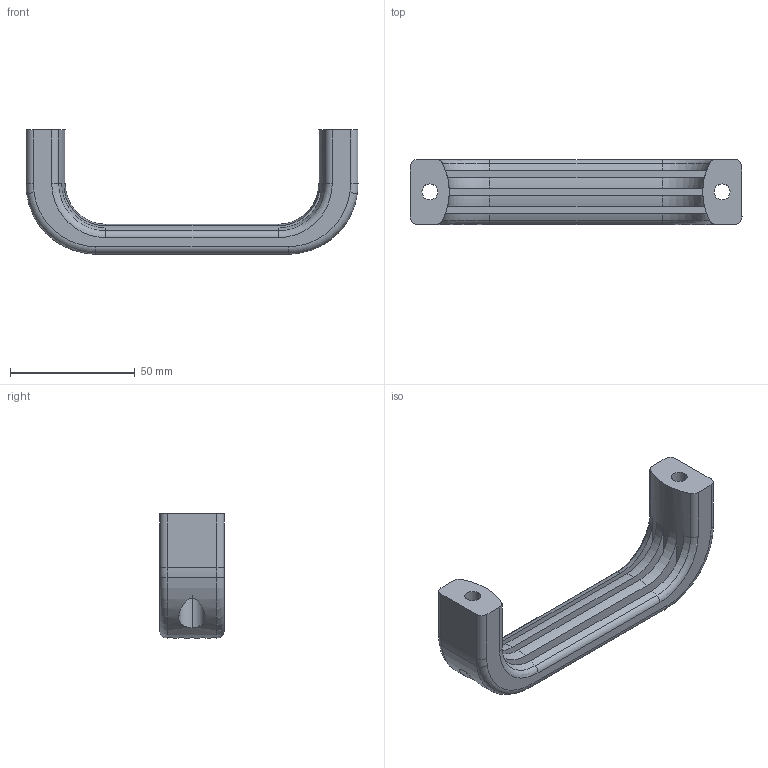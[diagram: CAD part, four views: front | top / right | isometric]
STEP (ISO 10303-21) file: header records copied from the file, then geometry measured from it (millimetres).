
FILE_DESCRIPTION(('STEP AP214'),'1');
FILE_NAME('cctmp_2CA30725-6BC5-46D2-AC35-8F811E8EAC5B_2024_02_07_17_03_15_0175_17600..stp','2024-02-07T16:03:15',('Bosch Rexroth AG'),('CADClick - www.CADClick.com'),'Spatial InterOp 3D',' ','unknown authorization - (Healing Option Enabled)');
FILE_SCHEMA(('AUTOMOTIVE_DESIGN'));
Length unit declared in the file: millimetre
Products named in the file (1): 2024_02_07_17_03_15_0159
Bounding box: 133 x 26 x 49.76 mm (x, y, z)
Volume: 48451.9 mm3; surface area: 20254.9 mm2
Topology: 1 solids, 1 shells, 78 faces, 202 edges, 128 vertices
Faces by surface type: cylinder 35, plane 23, torus 20
Entity records: 3735 total; most frequent: CARTESIAN_POINT 1146, DIRECTION 422, ORIENTED_EDGE 404, EDGE_CURVE 202, AXIS2_PLACEMENT_3D 167, VERTEX_POINT 128, LINE 88, CIRCLE 88
